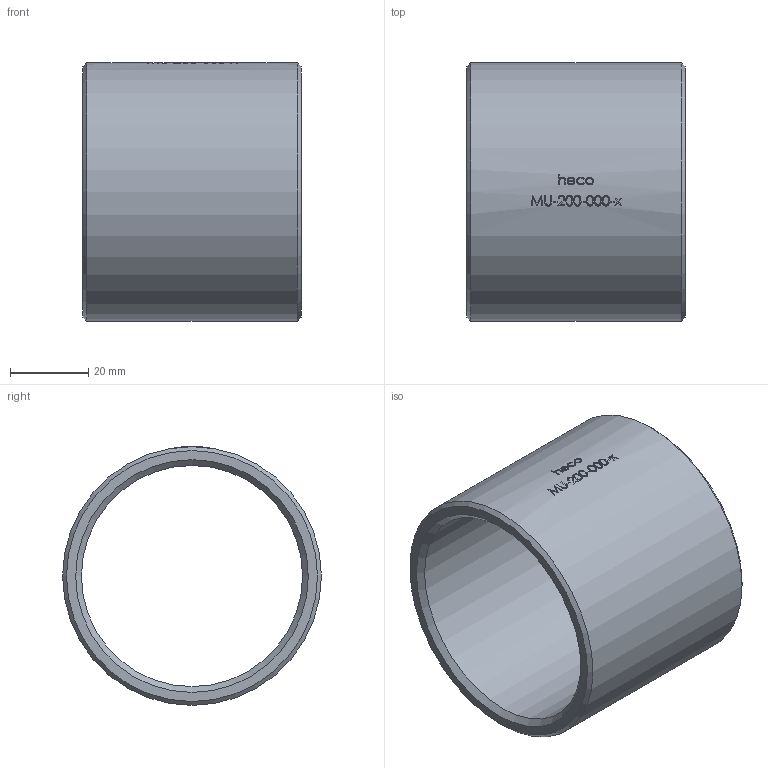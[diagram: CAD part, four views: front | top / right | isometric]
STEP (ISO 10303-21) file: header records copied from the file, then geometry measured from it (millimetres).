
FILE_DESCRIPTION (( 'STEP AP214' ), '1' );
FILE_NAME ('MU-200-000-x Muffe 2305.STEP', '2023-05-03T11:45:42', ( '' ), ( '' ), 'SwSTEP 2.0', 'SolidWorks 2019', '' );
FILE_SCHEMA (( 'AUTOMOTIVE_DESIGN' ));
Length unit declared in the file: millimetre
Products named in the file (1): MU-200-000-x Muffe 2305
Bounding box: 56 x 66.3 x 66.32 mm (x, y, z)
Volume: 51531.6 mm3; surface area: 22950.9 mm2
Topology: 1 solids, 1 shells, 186 faces, 479 edges, 318 vertices
Faces by surface type: bspline 93, plane 64, cylinder 25, cone 4
Full cylindrical faces by diameter (mm): 56.66 x1, 66.3 x1
Entity records: 10737 total; most frequent: CARTESIAN_POINT 4990, ORIENTED_EDGE 946, EDGE_CURVE 473, DIRECTION 473, VERTEX_POINT 318, B_SPLINE_CURVE_WITH_KNOTS 228, EDGE_LOOP 217, VECTOR 205
